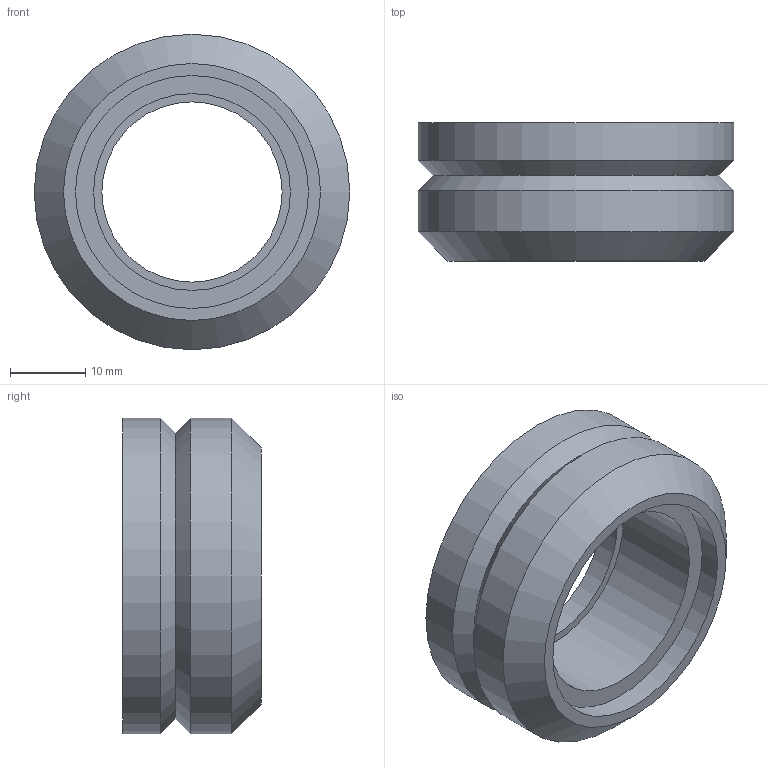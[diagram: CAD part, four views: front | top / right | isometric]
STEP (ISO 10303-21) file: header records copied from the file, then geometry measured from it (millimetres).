
FILE_DESCRIPTION(/* description */ (''),/* implementation_level */ '2;1');
FILE_NAME(/* name */ 'wheel-outer-inn.step',/* time_stamp */ '2025-02-16T11:33:38+03:00',/* author */ (''),/* organization */ (''),/* preprocessor_version */ 'ST-DEVELOPER v20',/* originating_system */ 'Autodesk Translation Framework v13.20.0.188',/* authorisation */ '');
FILE_SCHEMA (('AUTOMOTIVE_DESIGN { 1 0 10303 214 3 1 1 }'));
Length unit declared in the file: millimetre
Products named in the file (1): caretaker
Bounding box: 42 x 18.4 x 42 mm (x, y, z)
Volume: 12435.2 mm3; surface area: 6572.9 mm2
Topology: 1 solids, 1 shells, 16 faces, 29 edges, 19 vertices
Faces by surface type: cylinder 7, plane 6, cone 3
Full cylindrical faces by diameter (mm): 24 x1, 26.2 x1, 31 x1, 32 x1, 38 x1, 42 x2
Entity records: 444 total; most frequent: DIRECTION 82, CARTESIAN_POINT 65, ORIENTED_EDGE 58, AXIS2_PLACEMENT_3D 36, EDGE_CURVE 29, EDGE_LOOP 22, CIRCLE 19, VERTEX_POINT 19
